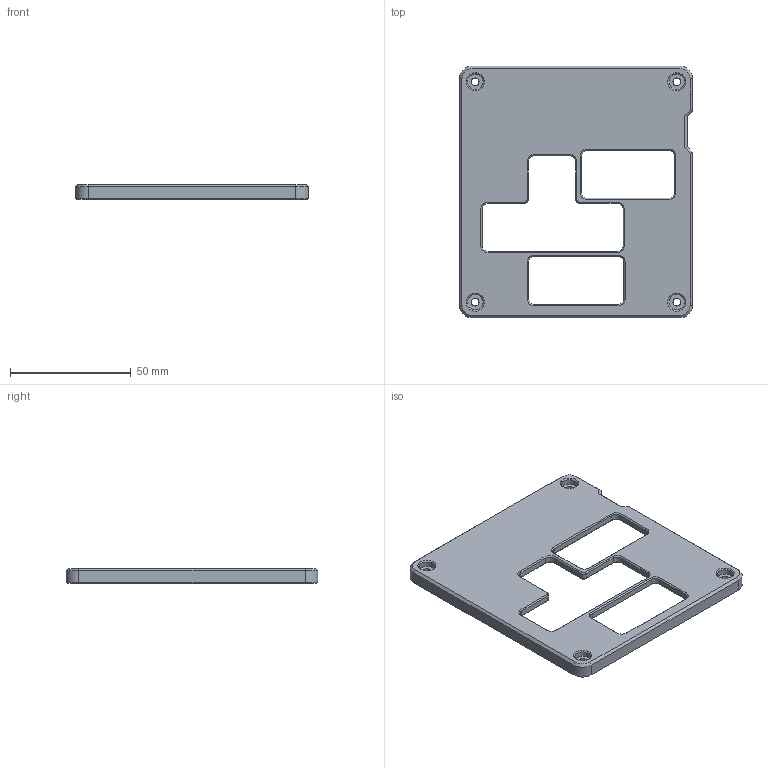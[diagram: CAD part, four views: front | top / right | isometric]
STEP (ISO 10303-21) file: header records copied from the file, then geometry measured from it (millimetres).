
FILE_DESCRIPTION(/* description */ (''),/* implementation_level */ '2;1');
FILE_NAME(/* name */ 'Top_Case.step',/* time_stamp */ '2024-07-10T12:55:50+08:00',/* author */ (''),/* organization */ (''),/* preprocessor_version */ 'ST-DEVELOPER v20',/* originating_system */ 'Autodesk Translation Framework v13.14.0.145',/* authorisation */ '');
FILE_SCHEMA (('AUTOMOTIVE_DESIGN { 1 0 10303 214 3 1 1 }'));
Length unit declared in the file: millimetre
Products named in the file (1): Top_Case
Bounding box: 96.6 x 104.34 x 6.2 mm (x, y, z)
Volume: 25131.1 mm3; surface area: 18517.6 mm2
Topology: 1 solids, 1 shells, 188 faces, 452 edges, 272 vertices
Faces by surface type: plane 104, cone 44, cylinder 40
Full cylindrical faces by diameter (mm): 3.2 x4, 6.5 x4
Entity records: 5424 total; most frequent: DIRECTION 954, CARTESIAN_POINT 913, ORIENTED_EDGE 904, EDGE_CURVE 452, LINE 328, VECTOR 328, AXIS2_PLACEMENT_3D 313, VERTEX_POINT 272
